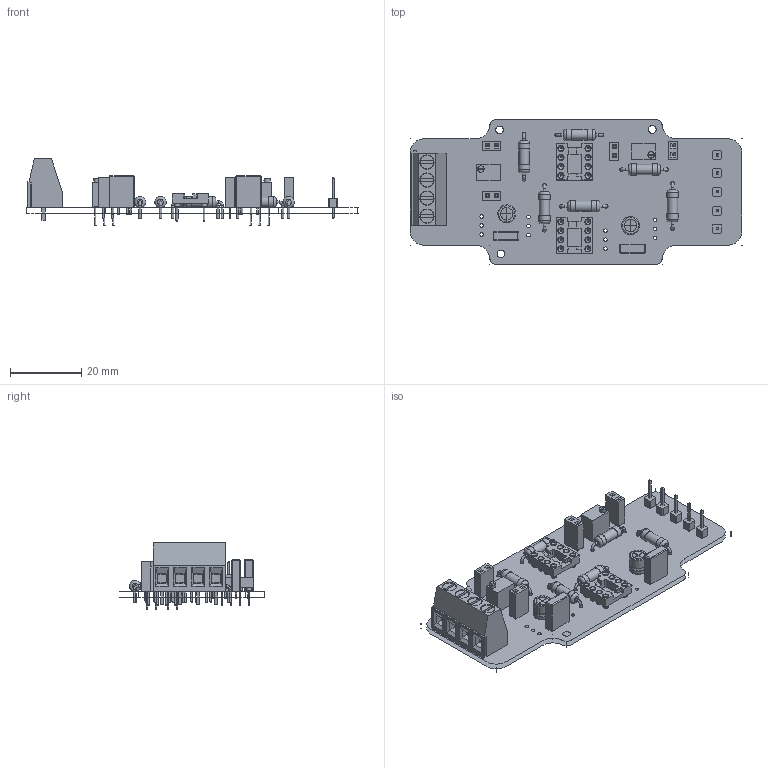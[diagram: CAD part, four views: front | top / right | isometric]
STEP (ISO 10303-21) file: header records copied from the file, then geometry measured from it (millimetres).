
FILE_DESCRIPTION(('KiCad electronic assembly'),'2;1');
FILE_NAME('pcb_design.step','2025-05-21T16:24:53',('Pcbnew'),('Kicad'), 'Open CASCADE STEP processor 7.8','KiCad to STEP converter','Unknown' );
FILE_SCHEMA(('AUTOMOTIVE_DESIGN { 1 0 10303 214 1 1 1 1 }'));
Length unit declared in the file: millimetre
Products named in the file (16): pcb_design 1; DIP-8_W7.62mm_Socket; R_Axial_DIN0309_L9.0mm_D3.2mm_P12.70mm_Horizontal; PinHeader_1x01_P2.54mm_Vertical; CP_Radial_D5.0mm_P2.50mm; TerminalBlock_Phoenix_MKDS-1,5-4-5.08_1x04_P5.08mm_Horizontal; PinSocket_1x02_P2.54mm_Vertical; Potentiometer_Bourns_3266W_Vertical; C_Rect_L7.2mm_W2.5mm_P5.00mm_FKS2_FKP2_MKS2_MKP2; pcb_design_soldermask; pcb_design_PCB_1; pcb_design_PCB_2; pcb_design_PCB_3; pcb_design_PCB_4; pcb_design_PCB_5; pcb_design_PCB_6
Assembly tree (31 placements, depth 2):
  pcb_design 1
    DIP-8_W7.62mm_Socket  x2
    R_Axial_DIN0309_L9.0mm_D3.2mm_P12.70mm_Horizontal  x6
    PinHeader_1x01_P2.54mm_Vertical  x5
    CP_Radial_D5.0mm_P2.50mm  x2
    TerminalBlock_Phoenix_MKDS-1,5-4-5.08_1x04_P5.08mm_Horizontal
    PinSocket_1x02_P2.54mm_Vertical  x4
    Potentiometer_Bourns_3266W_Vertical  x2
    C_Rect_L7.2mm_W2.5mm_P5.00mm_FKS2_FKP2_MKS2_MKP2  x2
    pcb_design_soldermask
    pcb_design_PCB_1
    pcb_design_PCB_2
    pcb_design_PCB_3
    pcb_design_PCB_4
    pcb_design_PCB_5
    pcb_design_PCB_6
Bounding box: 93.52 x 41.01 x 18.68 mm (x, y, z)
Volume: 4304.9 mm3; surface area: 12954.9 mm2
Topology: 30 solids, 46 shells, 1125 faces, 2731 edges, 1822 vertices
Faces by surface type: plane 813, cylinder 190, cone 48, torus 28, bspline 28, revolution 10, sphere 8
Full cylindrical faces by diameter (mm): 0.02 x6, 0.46 x6, 0.5 x8, 0.508 x32, 0.7 x24, 1.524 x16, 1.724 x16, 1.78 x2, 2.88 x6, 3.2 x12, 3.8 x4, 4 x4
Entity records: 21580 total; most frequent: CARTESIAN_POINT 3696, DIRECTION 2911, ORIENTED_EDGE 2530, EDGE_CURVE 1400, AXIS2_PLACEMENT_3D 1017, VERTEX_POINT 984, LINE 872, VECTOR 872
